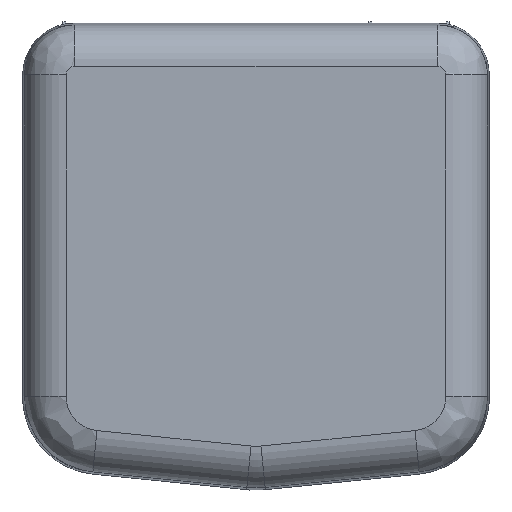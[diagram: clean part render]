
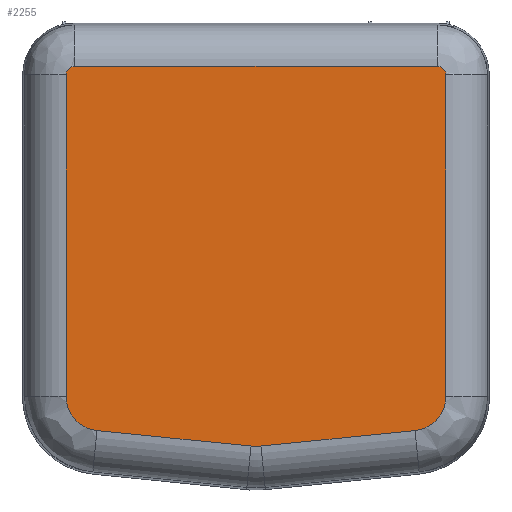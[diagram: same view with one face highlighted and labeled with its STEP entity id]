
A CAD part, top view. The second image highlights one B-rep face of the part: STEP entity #2255.
In plain terms, the highlighted planar face has unit normal (0, 0, 1).
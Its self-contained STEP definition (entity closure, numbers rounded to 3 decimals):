
#54=PLANE('',#2427);
#148=FACE_OUTER_BOUND('',#282,.T.);
#282=EDGE_LOOP('',(#1484,#1485,#1486,#1487,#1488,#1489,#1490,#1491,#1492,
#1493));
#414=LINE('',#3348,#604);
#417=LINE('',#3371,#607);
#419=LINE('',#3391,#609);
#421=LINE('',#3411,#611);
#423=LINE('',#3423,#613);
#604=VECTOR('',#2652,10.);
#607=VECTOR('',#2667,10.);
#609=VECTOR('',#2679,10.);
#611=VECTOR('',#2691,10.);
#613=VECTOR('',#2705,10.);
#798=CIRCLE('',#2399,0.814);
#802=CIRCLE('',#2404,0.814);
#806=CIRCLE('',#2409,3.314);
#810=CIRCLE('',#2415,4.814);
#813=CIRCLE('',#2419,3.314);
#912=VERTEX_POINT('',#3345);
#913=VERTEX_POINT('',#3347);
#915=VERTEX_POINT('',#3361);
#917=VERTEX_POINT('',#3367);
#919=VERTEX_POINT('',#3381);
#921=VERTEX_POINT('',#3387);
#923=VERTEX_POINT('',#3401);
#925=VERTEX_POINT('',#3407);
#927=VERTEX_POINT('',#3413);
#929=VERTEX_POINT('',#3419);
#1105=EDGE_CURVE('',#912,#913,#414,.T.);
#1110=EDGE_CURVE('',#913,#915,#798,.T.);
#1113=EDGE_CURVE('',#915,#917,#417,.T.);
#1116=EDGE_CURVE('',#917,#919,#802,.T.);
#1119=EDGE_CURVE('',#919,#921,#419,.T.);
#1122=EDGE_CURVE('',#921,#923,#806,.T.);
#1125=EDGE_CURVE('',#923,#925,#421,.T.);
#1128=EDGE_CURVE('',#925,#927,#810,.T.);
#1131=EDGE_CURVE('',#927,#929,#423,.T.);
#1133=EDGE_CURVE('',#929,#912,#813,.T.);
#1484=ORIENTED_EDGE('',*,*,#1105,.F.);
#1485=ORIENTED_EDGE('',*,*,#1133,.F.);
#1486=ORIENTED_EDGE('',*,*,#1131,.F.);
#1487=ORIENTED_EDGE('',*,*,#1128,.F.);
#1488=ORIENTED_EDGE('',*,*,#1125,.F.);
#1489=ORIENTED_EDGE('',*,*,#1122,.F.);
#1490=ORIENTED_EDGE('',*,*,#1119,.F.);
#1491=ORIENTED_EDGE('',*,*,#1116,.F.);
#1492=ORIENTED_EDGE('',*,*,#1113,.F.);
#1493=ORIENTED_EDGE('',*,*,#1110,.F.);
#2255=ADVANCED_FACE('',(#148),#54,.T.);
#2399=AXIS2_PLACEMENT_3D('',#3365,#2660,#2661);
#2404=AXIS2_PLACEMENT_3D('',#3385,#2672,#2673);
#2409=AXIS2_PLACEMENT_3D('',#3405,#2684,#2685);
#2415=AXIS2_PLACEMENT_3D('',#3417,#2698,#2699);
#2419=AXIS2_PLACEMENT_3D('',#3434,#2708,#2709);
#2427=AXIS2_PLACEMENT_3D('',#3457,#2733,#2734);
#2652=DIRECTION('',(0.,1.,0.));
#2660=DIRECTION('center_axis',(0.,0.,
-1.));
#2661=DIRECTION('ref_axis',(-0.707,0.707,0.));
#2667=DIRECTION('',(1.,0.,0.));
#2672=DIRECTION('center_axis',(0.,0.,
-1.));
#2673=DIRECTION('ref_axis',(0.707,0.707,0.));
#2679=DIRECTION('',(0.,-1.,0.));
#2684=DIRECTION('center_axis',(0.,0.,
-1.));
#2685=DIRECTION('ref_axis',(0.742,-0.671,0.));
#2691=DIRECTION('',(-0.995,-0.1,0.));
#2698=DIRECTION('center_axis',(0.,0.,
-1.));
#2699=DIRECTION('ref_axis',(0.,-1.,0.));
#2705=DIRECTION('',(-0.995,0.1,0.));
#2708=DIRECTION('center_axis',(0.,0.,
-1.));
#2709=DIRECTION('ref_axis',(-0.742,-0.671,0.));
#2733=DIRECTION('center_axis',(0.,0.,
1.));
#2734=DIRECTION('ref_axis',(1.,0.,0.));
#3345=CARTESIAN_POINT('',(-18.314,0.,32.25));
#3347=CARTESIAN_POINT('',(-18.314,31.,32.25));
#3348=CARTESIAN_POINT('',(-18.314,7.2,32.25));
#3361=CARTESIAN_POINT('',(-17.5,31.814,32.25));
#3365=CARTESIAN_POINT('Origin',(-17.5,31.,32.25));
#3367=CARTESIAN_POINT('',(17.5,31.814,32.25));
#3371=CARTESIAN_POINT('',(-8.75,31.814,32.25));
#3381=CARTESIAN_POINT('',(18.314,31.,32.25));
#3385=CARTESIAN_POINT('Origin',(17.5,31.,32.25));
#3387=CARTESIAN_POINT('',(18.314,0.,32.25));
#3391=CARTESIAN_POINT('',(18.314,22.7,32.25));
#3401=CARTESIAN_POINT('',(15.331,-3.298,32.25));
#3405=CARTESIAN_POINT('Origin',(15.,0.,32.25));
#3407=CARTESIAN_POINT('',(0.481,-4.79,32.25));
#3411=CARTESIAN_POINT('',(8.623,-3.972,32.25));
#3413=CARTESIAN_POINT('',(-0.481,-4.79,32.25));
#3417=CARTESIAN_POINT('Origin',(0.,0.,
32.25));
#3419=CARTESIAN_POINT('',(-15.331,-3.298,32.25));
#3423=CARTESIAN_POINT('',(-1.198,-4.718,32.25));
#3434=CARTESIAN_POINT('Origin',(-15.,0.,32.25));
#3457=CARTESIAN_POINT('Origin',(0.,14.399,
32.25));
